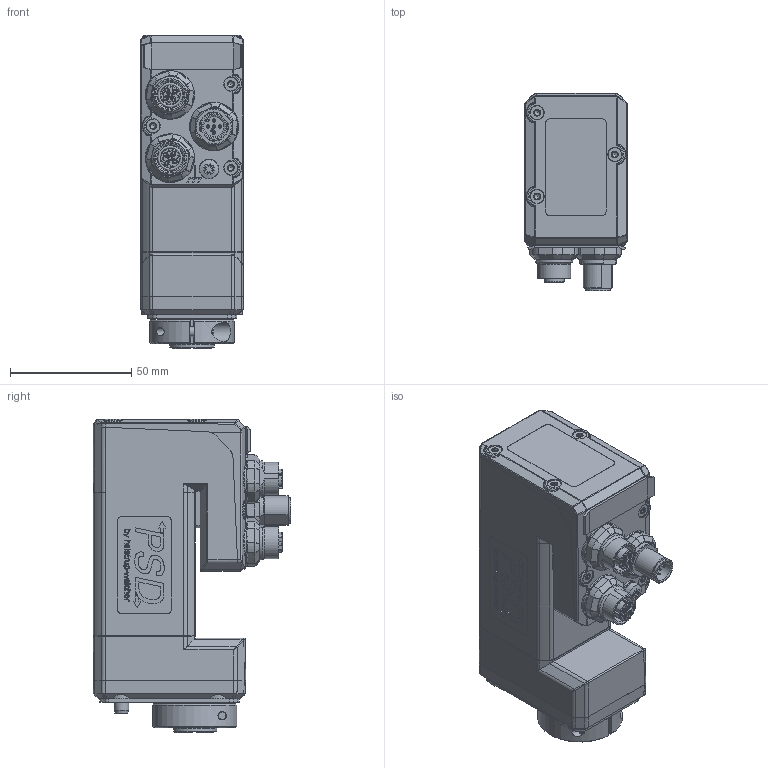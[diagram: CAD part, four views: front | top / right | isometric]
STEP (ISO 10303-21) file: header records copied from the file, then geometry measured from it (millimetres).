
FILE_DESCRIPTION(/* description */ (''),/* implementation_level */ '2;1');
FILE_NAME(/* name */ '7300.017003A_PSD403-8H-S-IE-0.stp',/* time_stamp */ '2021-12-17T11:10:33+01:00',/* author */ ('stefan.mueller'),/* organization */ (''),/* preprocessor_version */ 'ST-DEVELOPER v18.1',/* originating_system */ 'Autodesk Inventor 2021',/* authorisation */ '');
FILE_SCHEMA (('AUTOMOTIVE_DESIGN { 1 0 10303 214 3 1 1 }'));
Products named in the file (1): ENG-109252.017003_Shrinkwrap_1
Bounding box: 42.4 x 81.46 x 129.1 mm (x, y, z)
Volume: 291194.1 mm3; surface area: 40148.5 mm2
Topology: 1 solids, 1 shells, 2002 faces, 5343 edges, 3397 vertices
Faces by surface type: plane 848, bspline 539, cylinder 391, cone 130, torus 51, sphere 43
Full cylindrical faces by diameter (mm): 0.8 x5, 1.1 x8, 1.2 x2, 1.4 x4, 3.459 x1, 4 x1, 4.5 x1, 5.6 x6, 6 x7, 7 x2, 8 x2, 8.2 x1, 8.3 x1, 10.4 x1, 10.917 x2, 17 x1, 17.5 x1, 22 x1, 23 x1
Entity records: 71105 total; most frequent: CARTESIAN_POINT 23072, ORIENTED_EDGE 10568, DIRECTION 8013, EDGE_CURVE 5284, VERTEX_POINT 3397, AXIS2_PLACEMENT_3D 2677, LINE 2659, VECTOR 2659
